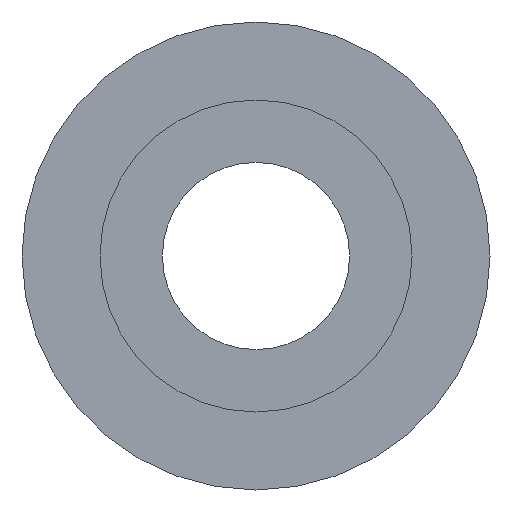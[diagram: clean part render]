
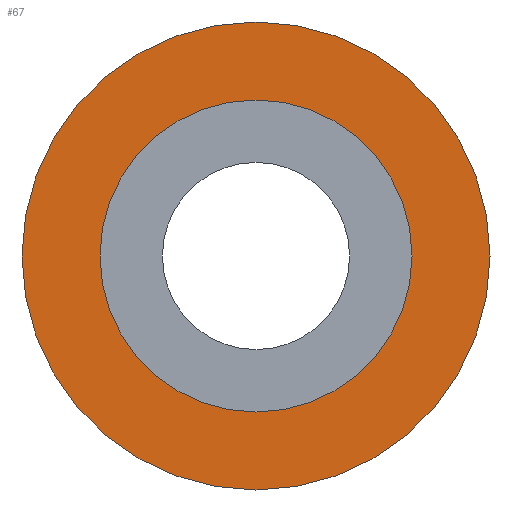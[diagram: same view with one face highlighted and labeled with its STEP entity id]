
A CAD part, left-side view. The second image highlights one B-rep face of the part: STEP entity #67.
In plain terms, the highlighted planar face has unit normal (-1, 0, 0).
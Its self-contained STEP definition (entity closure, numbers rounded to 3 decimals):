
#15 = AXIS2_PLACEMENT_3D ( 'NONE', #50, #25, #77 ) ;
#22 = PLANE ( 'NONE',  #15 ) ;
#24 = VERTEX_POINT ( 'NONE', #149 ) ;
#25 = DIRECTION ( 'NONE',  ( 1., 0., 0. ) ) ;
#26 = DIRECTION ( 'NONE',  ( 0., 0., 1. ) ) ;
#28 = EDGE_LOOP ( 'NONE', ( #57 ) ) ;
#44 = DIRECTION ( 'NONE',  ( -1., 0., 0. ) ) ;
#45 = ORIENTED_EDGE ( 'NONE', *, *, #54, .T. ) ;
#50 = CARTESIAN_POINT ( 'NONE',  ( 0.5, 2.5, 0. ) ) ;
#51 = DIRECTION ( 'NONE',  ( 0., 0., 1. ) ) ;
#52 = VERTEX_POINT ( 'NONE', #105 ) ;
#54 = EDGE_CURVE ( 'NONE', #52, #52, #158, .T. ) ;
#57 = ORIENTED_EDGE ( 'NONE', *, *, #121, .F. ) ;
#62 = DIRECTION ( 'NONE',  ( -1., 0., 0. ) ) ;
#67 = ADVANCED_FACE ( 'NONE', ( #135, #128 ), #22, .F. ) ;
#68 = CIRCLE ( 'NONE', #152, 2.5 ) ;
#70 = AXIS2_PLACEMENT_3D ( 'NONE', #150, #44, #26 ) ;
#74 = EDGE_LOOP ( 'NONE', ( #45 ) ) ;
#77 = DIRECTION ( 'NONE',  ( 0., 0., -1. ) ) ;
#105 = CARTESIAN_POINT ( 'NONE',  ( 0.5, 0., 3.75 ) ) ;
#120 = CARTESIAN_POINT ( 'NONE',  ( 0.5, 0., 0. ) ) ;
#121 = EDGE_CURVE ( 'NONE', #24, #24, #68, .T. ) ;
#128 = FACE_OUTER_BOUND ( 'NONE', #74, .T. ) ;
#135 = FACE_BOUND ( 'NONE', #28, .T. ) ;
#149 = CARTESIAN_POINT ( 'NONE',  ( 0.5, 0., 2.5 ) ) ;
#150 = CARTESIAN_POINT ( 'NONE',  ( 0.5, 0., 0. ) ) ;
#152 = AXIS2_PLACEMENT_3D ( 'NONE', #120, #62, #51 ) ;
#158 = CIRCLE ( 'NONE', #70, 3.75 ) ;
